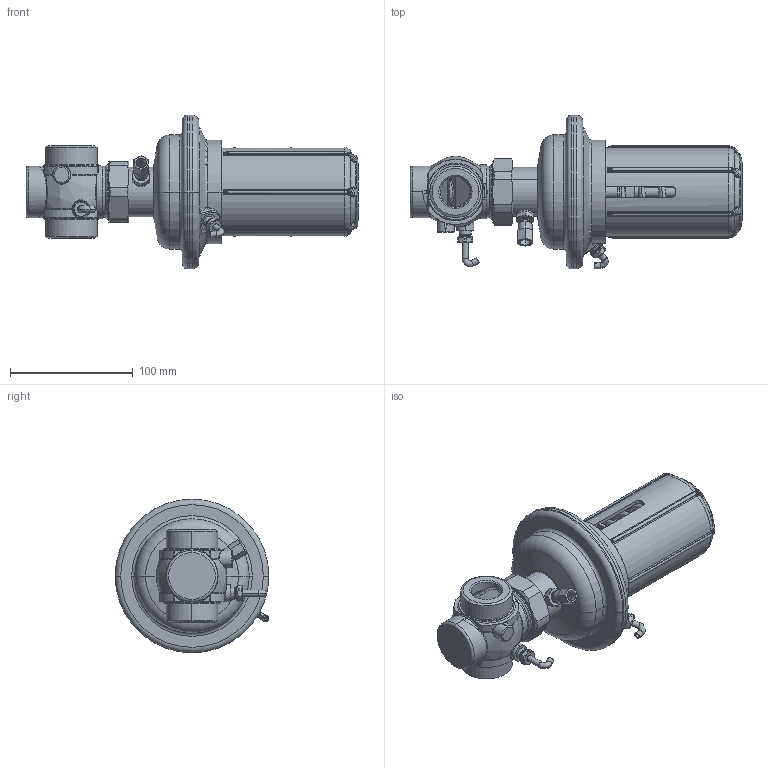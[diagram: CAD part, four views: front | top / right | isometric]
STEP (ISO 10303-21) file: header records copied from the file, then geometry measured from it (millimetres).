
FILE_DESCRIPTION((''),'2;1');
FILE_NAME('003H6319','2015-03-05T',('u317927'),('Danfoss'),'PRO/ENGINEER BY PARAMETRIC TECHNOLOGY CORPORATION, 2014000','PRO/ENGINEER BY PARAMETRIC TECHNOLOGY CORPORATION, 2014000','');
FILE_SCHEMA(('CONFIG_CONTROL_DESIGN'));
Products named in the file (1): 003H6319
Bounding box: 270.3 x 125.2 x 125.18 mm (x, y, z)
Volume: 428926.9 mm3; surface area: 226021.1 mm2
Topology: 5 solids, 5 shells, 1394 faces, 3333 edges, 1976 vertices
Faces by surface type: cylinder 358, plane 350, bspline 248, cone 226, torus 189, sphere 23
Entity records: 60557 total; most frequent: CARTESIAN_POINT 29818, ORIENTED_EDGE 6646, DIRECTION 6225, EDGE_CURVE 3323, AXIS2_PLACEMENT_3D 2603, VERTEX_POINT 1976, EDGE_LOOP 1513, CIRCLE 1457
